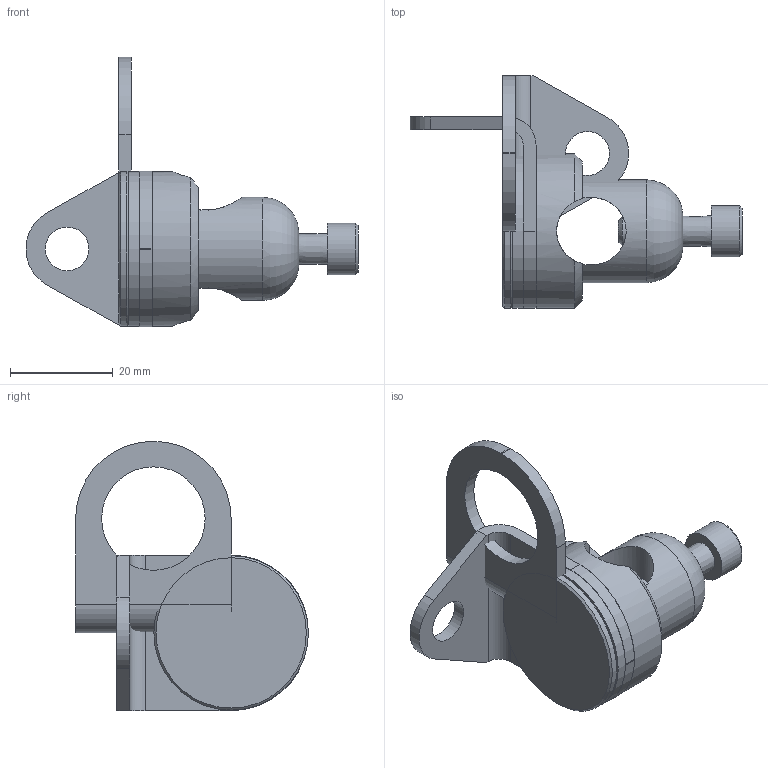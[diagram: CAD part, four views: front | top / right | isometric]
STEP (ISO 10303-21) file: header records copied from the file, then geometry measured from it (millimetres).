
FILE_DESCRIPTION( ( 'Unknown' ), '1' );
FILE_NAME( 'W8S12xx_Assembly.stp', 'Unknown', ( 'Unknown' ), ( 'Unknown' ), 'XStep 1.0', 'Unknown', ' ' );
FILE_SCHEMA( ( 'CONFIG_CONTROL_DESIGN' ) );
Length unit declared in the file: millimetre
Products named in the file (3): 1; 2; Assem1
Bounding box: 64.47 x 45.2 x 52.3 mm (x, y, z)
Volume: 30540.4 mm3; surface area: 17070.4 mm2
Topology: 4 solids, 4 shells, 116 faces, 276 edges, 180 vertices
Faces by surface type: plane 58, cylinder 40, cone 16, torus 2
Full cylindrical faces by diameter (mm): 8.5 x2, 10 x2, 20 x4, 20.1 x2, 21 x2, 30 x6
Entity records: 2040 total; most frequent: CARTESIAN_POINT 634, DIRECTION 266, ORIENTED_EDGE 234, EDGE_CURVE 117, AXIS2_PLACEMENT_3D 105, EDGE_LOOP 86, VERTEX_POINT 85, FACE_OUTER_BOUND 68
